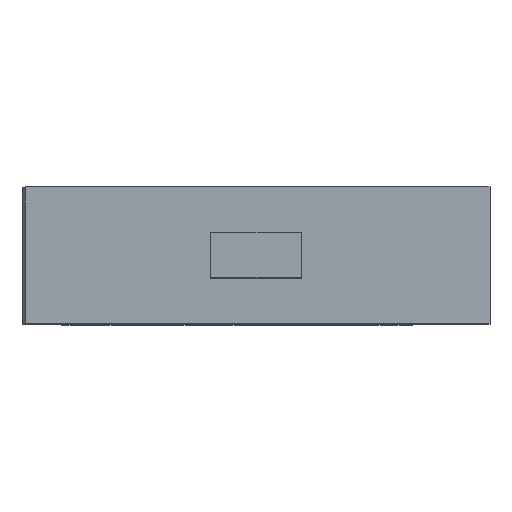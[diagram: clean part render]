
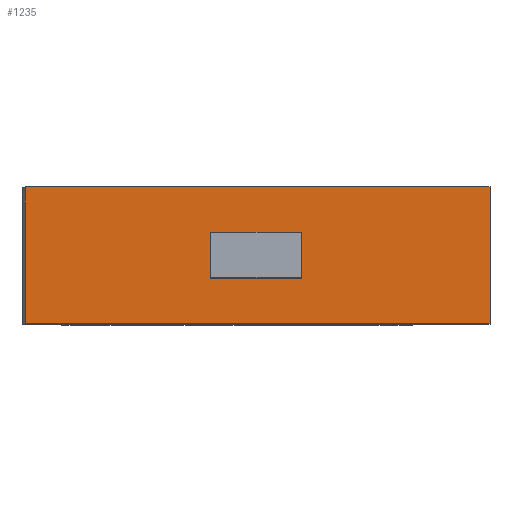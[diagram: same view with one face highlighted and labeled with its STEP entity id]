
A CAD part, top view. The second image highlights one B-rep face of the part: STEP entity #1235.
In plain terms, the highlighted planar face has unit normal (0, 0, 1).
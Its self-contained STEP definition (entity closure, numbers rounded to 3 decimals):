
#21=FACE_BOUND('',#244,.T.);
#175=FACE_OUTER_BOUND('',#243,.T.);
#243=EDGE_LOOP('',(#954,#955,#956,#957));
#244=EDGE_LOOP('',(#958,#959,#960,#961));
#281=LINE('',#1489,#387);
#285=LINE('',#1497,#391);
#288=LINE('',#1503,#394);
#291=LINE('',#1508,#397);
#293=LINE('',#1514,#399);
#300=LINE('',#1648,#406);
#332=LINE('',#2011,#438);
#333=LINE('',#2013,#439);
#387=VECTOR('',#1322,10.);
#391=VECTOR('',#1328,10.);
#394=VECTOR('',#1333,10.);
#397=VECTOR('',#1338,10.);
#399=VECTOR('',#1344,10.);
#406=VECTOR('',#1353,10.);
#438=VECTOR('',#1395,10.);
#439=VECTOR('',#1398,10.);
#493=VERTEX_POINT('',#1487);
#494=VERTEX_POINT('',#1488);
#497=VERTEX_POINT('',#1496);
#499=VERTEX_POINT('',#1502);
#501=VERTEX_POINT('',#1512);
#502=VERTEX_POINT('',#1513);
#528=VERTEX_POINT('',#1647);
#554=VERTEX_POINT('',#2009);
#617=EDGE_CURVE('',#493,#494,#281,.T.);
#621=EDGE_CURVE('',#497,#493,#285,.T.);
#624=EDGE_CURVE('',#499,#497,#288,.T.);
#627=EDGE_CURVE('',#494,#499,#291,.T.);
#629=EDGE_CURVE('',#501,#502,#293,.T.);
#656=EDGE_CURVE('',#528,#502,#300,.T.);
#708=EDGE_CURVE('',#501,#554,#332,.T.);
#709=EDGE_CURVE('',#528,#554,#333,.T.);
#954=ORIENTED_EDGE('',*,*,#708,.T.);
#955=ORIENTED_EDGE('',*,*,#709,.F.);
#956=ORIENTED_EDGE('',*,*,#656,.T.);
#957=ORIENTED_EDGE('',*,*,#629,.F.);
#958=ORIENTED_EDGE('',*,*,#617,.T.);
#959=ORIENTED_EDGE('',*,*,#627,.T.);
#960=ORIENTED_EDGE('',*,*,#624,.T.);
#961=ORIENTED_EDGE('',*,*,#621,.T.);
#1187=PLANE('',#1299);
#1235=ADVANCED_FACE('',(#175,#21),#1187,.T.);
#1299=AXIS2_PLACEMENT_3D('',#2012,#1396,#1397);
#1322=DIRECTION('',(0.,-1.,0.));
#1328=DIRECTION('',(1.,0.,0.));
#1333=DIRECTION('',(0.,1.,0.));
#1338=DIRECTION('',(-1.,0.,0.));
#1344=DIRECTION('',(-1.,0.,0.));
#1353=DIRECTION('',(0.,-1.,0.));
#1395=DIRECTION('',(0.,1.,0.));
#1396=DIRECTION('center_axis',(0.,0.,1.));
#1397=DIRECTION('ref_axis',(1.,0.,0.));
#1398=DIRECTION('',(1.,0.,0.));
#1487=CARTESIAN_POINT('',(15.125,1.,30.));
#1488=CARTESIAN_POINT('',(15.125,-1.,30.));
#1489=CARTESIAN_POINT('',(15.125,0.5,30.));
#1496=CARTESIAN_POINT('',(11.125,1.,30.));
#1497=CARTESIAN_POINT('',(7.07,1.,30.));
#1502=CARTESIAN_POINT('',(11.125,-1.,30.));
#1503=CARTESIAN_POINT('',(11.125,-0.5,30.));
#1508=CARTESIAN_POINT('',(9.07,-1.,30.));
#1512=CARTESIAN_POINT('',(23.374,-3.,30.));
#1513=CARTESIAN_POINT('',(3.014,-3.,30.));
#1514=CARTESIAN_POINT('',(23.374,-3.,30.));
#1647=CARTESIAN_POINT('',(3.014,3.,30.));
#1648=CARTESIAN_POINT('',(3.014,0.,30.));
#2009=CARTESIAN_POINT('',(23.374,3.,30.));
#2011=CARTESIAN_POINT('',(23.374,0.,30.));
#2012=CARTESIAN_POINT('Origin',(3.014,0.,30.));
#2013=CARTESIAN_POINT('',(23.374,3.,30.));
